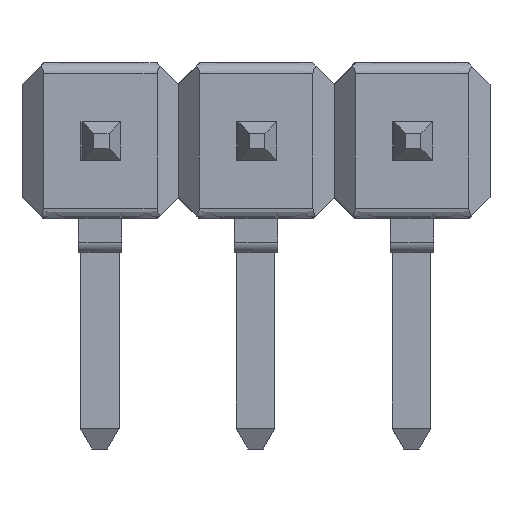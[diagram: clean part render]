
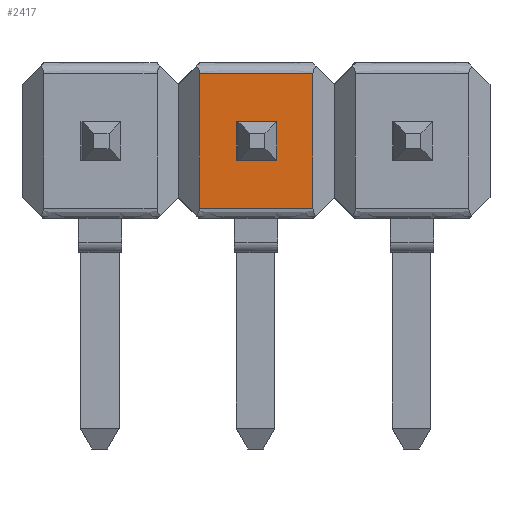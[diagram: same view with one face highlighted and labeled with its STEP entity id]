
A CAD part, front view. The second image highlights one B-rep face of the part: STEP entity #2417.
In plain terms, the highlighted planar face has unit normal (0.003, -1, 0).
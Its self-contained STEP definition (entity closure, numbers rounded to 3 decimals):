
#1892 = VERTEX_POINT('',#1893);
#1893 = CARTESIAN_POINT('',(3.475,-4.098,
    0.723));
#1902 = EDGE_CURVE('',#1892,#1903,#1905,.T.);
#1903 = VERTEX_POINT('',#1904);
#1904 = CARTESIAN_POINT('',(1.626,-4.102,
    0.723));
#1905 = B_SPLINE_CURVE_WITH_KNOTS('',1,(#1906,#1907),.UNSPECIFIED.,.F.,
  .F.,(2,2),(-2.849,-1.),.PIECEWISE_BEZIER_KNOTS.);
#1906 = CARTESIAN_POINT('',(3.475,-4.098,
    0.723));
#1907 = CARTESIAN_POINT('',(1.626,-4.102,
    0.723));
#1979 = VERTEX_POINT('',#1980);
#1980 = CARTESIAN_POINT('',(1.626,-4.102,
    2.917));
#1989 = EDGE_CURVE('',#1979,#1990,#1992,.T.);
#1990 = VERTEX_POINT('',#1991);
#1991 = CARTESIAN_POINT('',(3.475,-4.098,
    2.917));
#1992 = B_SPLINE_CURVE_WITH_KNOTS('',1,(#1993,#1994),.UNSPECIFIED.,.F.,
  .F.,(2,2),(1.,2.849),.PIECEWISE_BEZIER_KNOTS.);
#1993 = CARTESIAN_POINT('',(1.626,-4.102,
    2.917));
#1994 = CARTESIAN_POINT('',(3.475,-4.098,
    2.917));
#2086 = EDGE_CURVE('',#1990,#1892,#2087,.T.);
#2087 = B_SPLINE_CURVE_WITH_KNOTS('',1,(#2088,#2089),.UNSPECIFIED.,.F.,
  .F.,(2,2),(5.759,7.953),.PIECEWISE_BEZIER_KNOTS.);
#2088 = CARTESIAN_POINT('',(3.475,-4.098,
    2.917));
#2089 = CARTESIAN_POINT('',(3.475,-4.098,
    0.723));
#2136 = EDGE_CURVE('',#1903,#1979,#2137,.T.);
#2137 = B_SPLINE_CURVE_WITH_KNOTS('',1,(#2138,#2139),.UNSPECIFIED.,.F.,
  .F.,(2,2),(-7.953,-5.759),.PIECEWISE_BEZIER_KNOTS.);
#2138 = CARTESIAN_POINT('',(1.626,-4.102,
    0.723));
#2139 = CARTESIAN_POINT('',(1.626,-4.102,
    2.917));
#2417 = ADVANCED_FACE('',(#2418,#2424),#2454,.T.);
#2418 = FACE_BOUND('',#2419,.T.);
#2419 = EDGE_LOOP('',(#2420,#2421,#2422,#2423));
#2420 = ORIENTED_EDGE('',*,*,#2086,.F.);
#2421 = ORIENTED_EDGE('',*,*,#1989,.F.);
#2422 = ORIENTED_EDGE('',*,*,#2136,.F.);
#2423 = ORIENTED_EDGE('',*,*,#1902,.F.);
#2424 = FACE_BOUND('',#2425,.T.);
#2425 = EDGE_LOOP('',(#2426,#2435,#2442,#2449));
#2426 = ORIENTED_EDGE('',*,*,#2427,.T.);
#2427 = EDGE_CURVE('',#2428,#2430,#2432,.T.);
#2428 = VERTEX_POINT('',#2429);
#2429 = CARTESIAN_POINT('',(2.866,-4.099,1.505));
#2430 = VERTEX_POINT('',#2431);
#2431 = CARTESIAN_POINT('',(2.236,-4.101,1.505));
#2432 = B_SPLINE_CURVE_WITH_KNOTS('',1,(#2433,#2434),.UNSPECIFIED.,.F.,
  .F.,(2,2),(0.,0.63),
  .PIECEWISE_BEZIER_KNOTS.);
#2433 = CARTESIAN_POINT('',(2.866,-4.099,1.505));
#2434 = CARTESIAN_POINT('',(2.236,-4.101,1.505));
#2435 = ORIENTED_EDGE('',*,*,#2436,.T.);
#2436 = EDGE_CURVE('',#2430,#2437,#2439,.T.);
#2437 = VERTEX_POINT('',#2438);
#2438 = CARTESIAN_POINT('',(2.236,-4.101,2.135));
#2439 = B_SPLINE_CURVE_WITH_KNOTS('',1,(#2440,#2441),.UNSPECIFIED.,.F.,
  .F.,(2,2),(-0.63,0.),.PIECEWISE_BEZIER_KNOTS.);
#2440 = CARTESIAN_POINT('',(2.236,-4.101,1.505));
#2441 = CARTESIAN_POINT('',(2.236,-4.101,2.135));
#2442 = ORIENTED_EDGE('',*,*,#2443,.T.);
#2443 = EDGE_CURVE('',#2437,#2444,#2446,.T.);
#2444 = VERTEX_POINT('',#2445);
#2445 = CARTESIAN_POINT('',(2.866,-4.099,2.135));
#2446 = B_SPLINE_CURVE_WITH_KNOTS('',1,(#2447,#2448),.UNSPECIFIED.,.F.,
  .F.,(2,2),(-0.63,0.),
  .PIECEWISE_BEZIER_KNOTS.);
#2447 = CARTESIAN_POINT('',(2.236,-4.101,2.135));
#2448 = CARTESIAN_POINT('',(2.866,-4.099,2.135));
#2449 = ORIENTED_EDGE('',*,*,#2450,.T.);
#2450 = EDGE_CURVE('',#2444,#2428,#2451,.T.);
#2451 = B_SPLINE_CURVE_WITH_KNOTS('',1,(#2452,#2453),.UNSPECIFIED.,.F.,
  .F.,(2,2),(0.,0.63),.PIECEWISE_BEZIER_KNOTS.);
#2452 = CARTESIAN_POINT('',(2.866,-4.099,2.135));
#2453 = CARTESIAN_POINT('',(2.866,-4.099,1.505));
#2454 = PLANE('',#2455);
#2455 = AXIS2_PLACEMENT_3D('',#2456,#2457,#2458);
#2456 = CARTESIAN_POINT('',(3.494,-4.098,3.115));
#2457 = DIRECTION('',(0.003,-1.,0.));
#2458 = DIRECTION('',(-1.,-0.003,0.));
